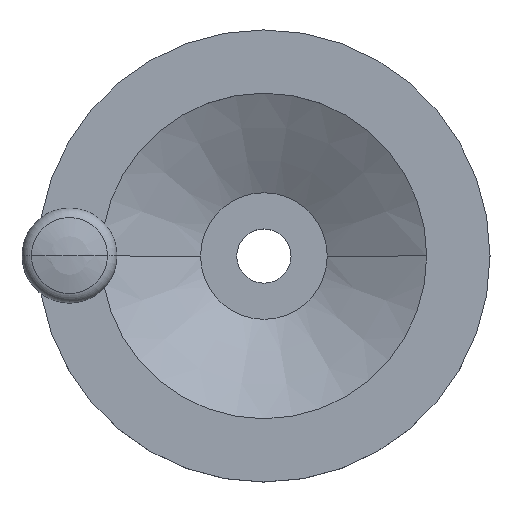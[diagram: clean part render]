
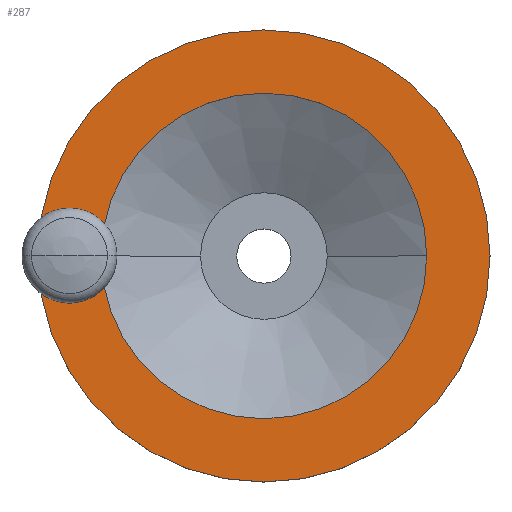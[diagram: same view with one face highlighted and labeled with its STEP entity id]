
A CAD part, top view. The second image highlights one B-rep face of the part: STEP entity #287.
In plain terms, the highlighted planar face has unit normal (0, 0, 1).
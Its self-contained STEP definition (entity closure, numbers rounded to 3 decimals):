
#167=EDGE_CURVE('',#215,#239,#461,.T.);
#181=VERTEX_POINT('',#477);
#215=VERTEX_POINT('',#517);
#231=EDGE_CURVE('',#307,#277,#535,.T.);
#239=VERTEX_POINT('',#544);
#267=EDGE_CURVE('',#277,#307,#574,.T.);
#269=EDGE_CURVE('',#181,#291,#576,.T.);
#277=VERTEX_POINT('',#584);
#287=ADVANCED_FACE('',(#595,#596,#597),#598,.T.);
#291=VERTEX_POINT('',#602);
#307=VERTEX_POINT('',#620);
#341=EDGE_CURVE('',#291,#181,#658,.T.);
#417=EDGE_CURVE('',#239,#215,#743,.T.);
#461=CIRCLE('',#787,36.0);
#477=CARTESIAN_POINT('',(-50.0,0.,30.0));
#517=CARTESIAN_POINT('',(-36.0,0.,30.0));
#535=CIRCLE('',#876,5.0);
#544=CARTESIAN_POINT('',(36.,0.,30.0));
#574=CIRCLE('',#927,5.0);
#576=CIRCLE('',#930,50.0);
#584=CARTESIAN_POINT('',(-38.0,0.,30.0));
#595=FACE_BOUND('',#955,.T.);
#596=FACE_OUTER_BOUND('',#956,.T.);
#597=FACE_BOUND('',#957,.T.);
#598=PLANE('',#958);
#602=CARTESIAN_POINT('',(50.,0.,30.0));
#620=CARTESIAN_POINT('',(-48.0,0.,30.0));
#658=CIRCLE('',#1033,50.0);
#743=CIRCLE('',#1146,36.0);
#787=AXIS2_PLACEMENT_3D('',#1190,#1191,#1192);
#876=AXIS2_PLACEMENT_3D('',#1299,#1300,#1301);
#927=AXIS2_PLACEMENT_3D('',#1344,#1345,#1346);
#930=AXIS2_PLACEMENT_3D('',#1347,#1348,#1349);
#955=EDGE_LOOP('',(#1372,#1373));
#956=EDGE_LOOP('',(#1374,#1375));
#957=EDGE_LOOP('',(#1376,#1377));
#958=AXIS2_PLACEMENT_3D('',#1378,#1379,#1380);
#1033=AXIS2_PLACEMENT_3D('',#1452,#1453,#1454);
#1146=AXIS2_PLACEMENT_3D('',#1557,#1558,#1559);
#1190=CARTESIAN_POINT('',(0.,0.,30.0));
#1191=DIRECTION('',(-0.0,0.0,-1.0));
#1192=DIRECTION('',(-1.0,0.,0.0));
#1299=CARTESIAN_POINT('',(-43.0,0.,30.0));
#1300=DIRECTION('',(-0.0,0.0,-1.0));
#1301=DIRECTION('',(-1.0,0.,0.0));
#1344=CARTESIAN_POINT('',(-43.0,0.,30.0));
#1345=DIRECTION('',(-0.0,0.0,-1.0));
#1346=DIRECTION('',(-1.0,0.,0.0));
#1347=CARTESIAN_POINT('',(0.,0.,30.0));
#1348=DIRECTION('',(-0.0,0.0,-1.0));
#1349=DIRECTION('',(-1.0,0.,0.0));
#1372=ORIENTED_EDGE('',*,*,#231,.T.);
#1373=ORIENTED_EDGE('',*,*,#267,.T.);
#1374=ORIENTED_EDGE('',*,*,#269,.F.);
#1375=ORIENTED_EDGE('',*,*,#341,.F.);
#1376=ORIENTED_EDGE('',*,*,#167,.T.);
#1377=ORIENTED_EDGE('',*,*,#417,.T.);
#1378=CARTESIAN_POINT('',(-43.0,0.,30.0));
#1379=DIRECTION('',(0.0,0.0,1.0));
#1380=DIRECTION('',(-1.0,0.,0.0));
#1452=CARTESIAN_POINT('',(0.,0.,30.0));
#1453=DIRECTION('',(-0.0,0.0,-1.0));
#1454=DIRECTION('',(-1.0,0.,0.0));
#1557=CARTESIAN_POINT('',(0.,0.,30.0));
#1558=DIRECTION('',(-0.0,0.0,-1.0));
#1559=DIRECTION('',(-1.0,0.,0.0));
